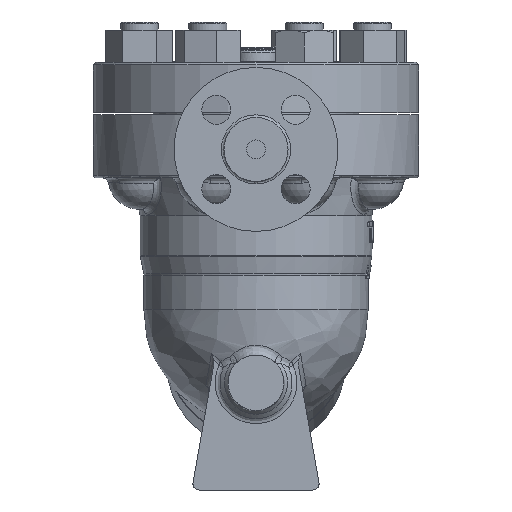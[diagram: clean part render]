
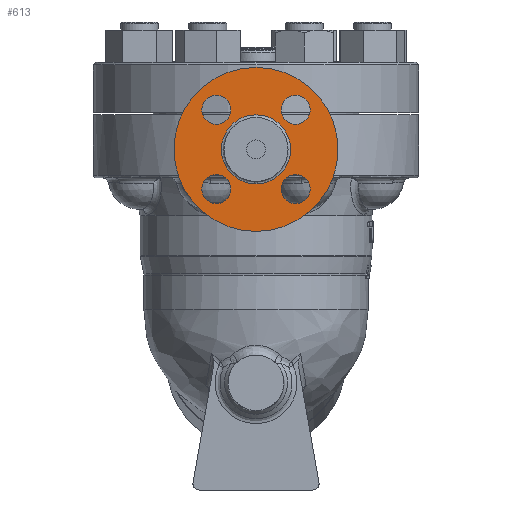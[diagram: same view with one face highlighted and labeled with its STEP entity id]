
A CAD part, left-side view. The second image highlights one B-rep face of the part: STEP entity #613.
In plain terms, the highlighted free-form (B-spline) face has degree [1, 1] with [2, 2] control points.
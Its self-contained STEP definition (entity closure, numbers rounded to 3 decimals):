
#280=CARTESIAN_POINT('',(-264.6,0.0,87.5));
#281=VERTEX_POINT('',#280);
#282=CARTESIAN_POINT('',(-264.6,0.0,22.5));
#283=DIRECTION('',(-1.0,0.0,0.0));
#284=DIRECTION('',(0.0,0.0,1.0));
#285=AXIS2_PLACEMENT_3D('',#282,#283,#284);
#286=CIRCLE('',#285,65.);
#287=EDGE_CURVE('',#281,#281,#286,.T.);
#494=CARTESIAN_POINT('',(-264.6,0.,49.9));
#495=VERTEX_POINT('',#494);
#496=CARTESIAN_POINT('',(-264.6,0.0,22.5));
#497=DIRECTION('',(-1.0,0.0,0.0));
#498=DIRECTION('',(0.0,0.0,-1.0));
#499=AXIS2_PLACEMENT_3D('',#496,#497,#498);
#500=CIRCLE('',#499,27.4);
#501=EDGE_CURVE('',#495,#495,#500,.T.);
#558=CARTESIAN_POINT('',(-264.6,65.,87.5));
#559=CARTESIAN_POINT('',(-264.6,65.,-42.5));
#560=CARTESIAN_POINT('',(-264.6,-65.,87.5));
#561=CARTESIAN_POINT('',(-264.6,-65.,-42.5));
#562=B_SPLINE_SURFACE_WITH_KNOTS('',1,1,((#558,#560),(#559,#561)),.UNSPECIFIED.,.F.,.F.,.U.,(2,2),(2,2),(0.0,130.),(0.0,130.),.UNSPECIFIED.);
#563=ORIENTED_EDGE('',*,*,#287,.T.);
#564=EDGE_LOOP('',(#563));
#565=FACE_OUTER_BOUND('',#564,.T.);
#566=CARTESIAN_POINT('',(-264.6,31.431,42.431));
#567=VERTEX_POINT('',#566);
#568=CARTESIAN_POINT('',(-264.6,31.431,53.931));
#569=DIRECTION('',(1.0,0.0,0.0));
#570=DIRECTION('',(0.0,0.0,-1.0));
#571=AXIS2_PLACEMENT_3D('',#568,#569,#570);
#572=CIRCLE('',#571,11.5);
#573=EDGE_CURVE('',#567,#567,#572,.T.);
#574=ORIENTED_EDGE('',*,*,#573,.T.);
#575=EDGE_LOOP('',(#574));
#576=FACE_BOUND('',#575,.T.);
#577=CARTESIAN_POINT('',(-264.6,19.931,-8.931));
#578=VERTEX_POINT('',#577);
#579=CARTESIAN_POINT('',(-264.6,31.431,-8.931));
#580=DIRECTION('',(1.0,0.0,0.0));
#581=DIRECTION('',(0.0,-1.0,0.0));
#582=AXIS2_PLACEMENT_3D('',#579,#580,#581);
#583=CIRCLE('',#582,11.5);
#584=EDGE_CURVE('',#578,#578,#583,.T.);
#585=ORIENTED_EDGE('',*,*,#584,.T.);
#586=EDGE_LOOP('',(#585));
#587=FACE_BOUND('',#586,.T.);
#588=CARTESIAN_POINT('',(-264.6,-31.431,2.569));
#589=VERTEX_POINT('',#588);
#590=CARTESIAN_POINT('',(-264.6,-31.431,-8.931));
#591=DIRECTION('',(1.0,0.0,0.0));
#592=DIRECTION('',(0.0,0.0,1.0));
#593=AXIS2_PLACEMENT_3D('',#590,#591,#592);
#594=CIRCLE('',#593,11.5);
#595=EDGE_CURVE('',#589,#589,#594,.T.);
#596=ORIENTED_EDGE('',*,*,#595,.T.);
#597=EDGE_LOOP('',(#596));
#598=FACE_BOUND('',#597,.T.);
#599=CARTESIAN_POINT('',(-264.6,-19.931,53.931));
#600=VERTEX_POINT('',#599);
#601=CARTESIAN_POINT('',(-264.6,-31.431,53.931));
#602=DIRECTION('',(1.0,0.0,0.0));
#603=DIRECTION('',(0.0,1.0,0.0));
#604=AXIS2_PLACEMENT_3D('',#601,#602,#603);
#605=CIRCLE('',#604,11.5);
#606=EDGE_CURVE('',#600,#600,#605,.T.);
#607=ORIENTED_EDGE('',*,*,#606,.T.);
#608=EDGE_LOOP('',(#607));
#609=FACE_BOUND('',#608,.T.);
#610=ORIENTED_EDGE('',*,*,#501,.F.);
#611=EDGE_LOOP('',(#610));
#612=FACE_BOUND('',#611,.T.);
#613=ADVANCED_FACE('',(#565,#576,#587,#598,#609,#612),#562,.T.);
